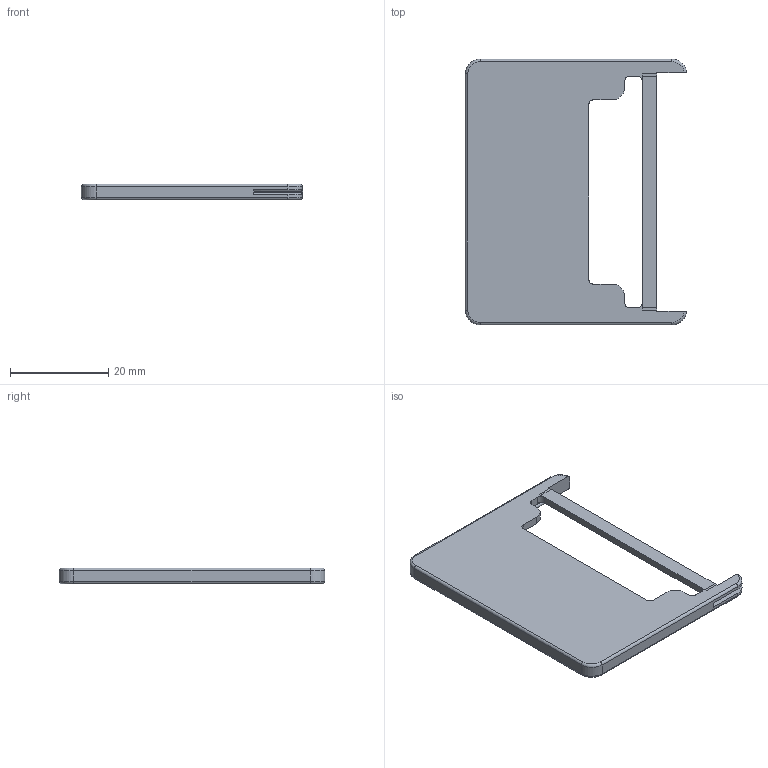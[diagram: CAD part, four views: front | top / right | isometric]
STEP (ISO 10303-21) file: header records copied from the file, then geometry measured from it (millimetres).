
FILE_DESCRIPTION(('FreeCAD Model'),'2;1');
FILE_NAME('Carrier_v003.step', '2020-10-01T19:40:57',('FreeCAD'),('FreeCAD'), 'Open CASCADE STEP processor 7.3','FreeCAD','Unknown');
FILE_SCHEMA(('AUTOMOTIVE_DESIGN { 1 0 10303 214 1 1 1 1 }'));
Length unit declared in the file: millimetre
Products named in the file (6): Open CASCADE STEP translator 7.3 2; Open CASCADE STEP translator 7.3 2.1; Open CASCADE STEP translator 7.3 2.1.1; Open CASCADE STEP translator 7.3 2.1.2; Open CASCADE STEP translator 7.3 2.1.2.1; Open CASCADE STEP translator 7.3 2.1.2.2
Assembly tree (5 placements, depth 4):
  Open CASCADE STEP translator 7.3 2
    Open CASCADE STEP translator 7.3 2.1
      Open CASCADE STEP translator 7.3 2.1.1
      Open CASCADE STEP translator 7.3 2.1.2
        Open CASCADE STEP translator 7.3 2.1.2.1
        Open CASCADE STEP translator 7.3 2.1.2.2
Bounding box: 44.98 x 54 x 3.2 mm (x, y, z)
Volume: 4953.6 mm3; surface area: 4259.6 mm2
Topology: 2 solids, 2 shells, 107 faces, 275 edges, 172 vertices
Faces by surface type: plane 58, cylinder 27, revolution 10, torus 8, bspline 2, cone 2
Full cylindrical faces by diameter (mm): 2.9 x2
Entity records: 3899 total; most frequent: CARTESIAN_POINT 1198, ORIENTED_EDGE 550, DIRECTION 545, EDGE_CURVE 275, AXIS2_PLACEMENT_3D 181, LINE 173, VECTOR 173, VERTEX_POINT 172
